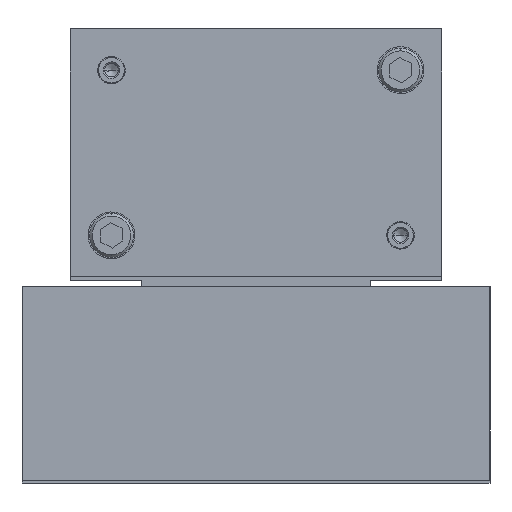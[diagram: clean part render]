
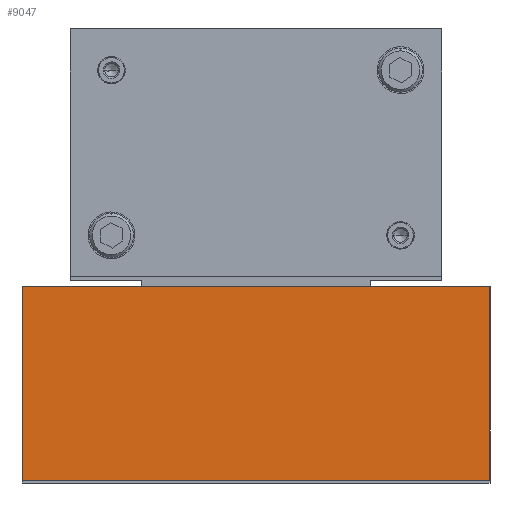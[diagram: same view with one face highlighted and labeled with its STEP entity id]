
A CAD part, left-side view. The second image highlights one B-rep face of the part: STEP entity #9047.
In plain terms, the highlighted planar face has unit normal (-1, 0, 0).
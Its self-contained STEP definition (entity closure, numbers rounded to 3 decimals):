
#7226=CARTESIAN_POINT('Vertex',(-11.,170.,71.5)) ;
#7229=CARTESIAN_POINT('Line Origine',(-11.,85.,71.5)) ;
#7233=CARTESIAN_POINT('Vertex',(-11.,0.,71.5)) ;
#8622=CARTESIAN_POINT('Vertex',(-11.,170.,1.)) ;
#8636=CARTESIAN_POINT('Vertex',(-11.,0.,1.)) ;
#8639=CARTESIAN_POINT('Line Origine',(-11.,85.,1.)) ;
#9026=CARTESIAN_POINT('Axis2P3D Location',(-11.,170.,1.)) ;
#9031=CARTESIAN_POINT('Line Origine',(-11.,170.,36.25)) ;
#9036=CARTESIAN_POINT('Line Origine',(-11.,0.,36.25)) ;
#7230=DIRECTION('Vector Direction',(0.,1.,0.)) ;
#8640=DIRECTION('Vector Direction',(0.,-1.,0.)) ;
#9027=DIRECTION('Axis2P3D Direction',(-1.,0.,0.)) ;
#9028=DIRECTION('Axis2P3D XDirection',(0.,-1.,0.)) ;
#9032=DIRECTION('Vector Direction',(0.,0.,-1.)) ;
#9037=DIRECTION('Vector Direction',(0.,0.,1.)) ;
#9029=AXIS2_PLACEMENT_3D('Plane Axis2P3D',#9026,#9027,#9028) ;
#9042=ORIENTED_EDGE('',*,*,#9035,.T.) ;
#9043=ORIENTED_EDGE('',*,*,#8643,.T.) ;
#9044=ORIENTED_EDGE('',*,*,#9040,.T.) ;
#9045=ORIENTED_EDGE('',*,*,#7235,.T.) ;
#7231=VECTOR('Line Direction',#7230,1.) ;
#8641=VECTOR('Line Direction',#8640,1.) ;
#9033=VECTOR('Line Direction',#9032,1.) ;
#9038=VECTOR('Line Direction',#9037,1.) ;
#9047=ADVANCED_FACE('Brep With Voids',(#9046),#9030,.T.) ;
#7235=EDGE_CURVE('',#7234,#7227,#7232,.T.) ;
#8643=EDGE_CURVE('',#8623,#8637,#8642,.T.) ;
#9035=EDGE_CURVE('',#7227,#8623,#9034,.T.) ;
#9040=EDGE_CURVE('',#8637,#7234,#9039,.T.) ;
#9041=EDGE_LOOP('',(#9042,#9043,#9044,#9045)) ;
#9046=FACE_OUTER_BOUND('',#9041,.T.) ;
#7232=LINE('Line',#7229,#7231) ;
#8642=LINE('Line',#8639,#8641) ;
#9034=LINE('Line',#9031,#9033) ;
#9039=LINE('Line',#9036,#9038) ;
#9030=PLANE('Plane',#9029) ;
#7227=VERTEX_POINT('',#7226) ;
#7234=VERTEX_POINT('',#7233) ;
#8623=VERTEX_POINT('',#8622) ;
#8637=VERTEX_POINT('',#8636) ;
